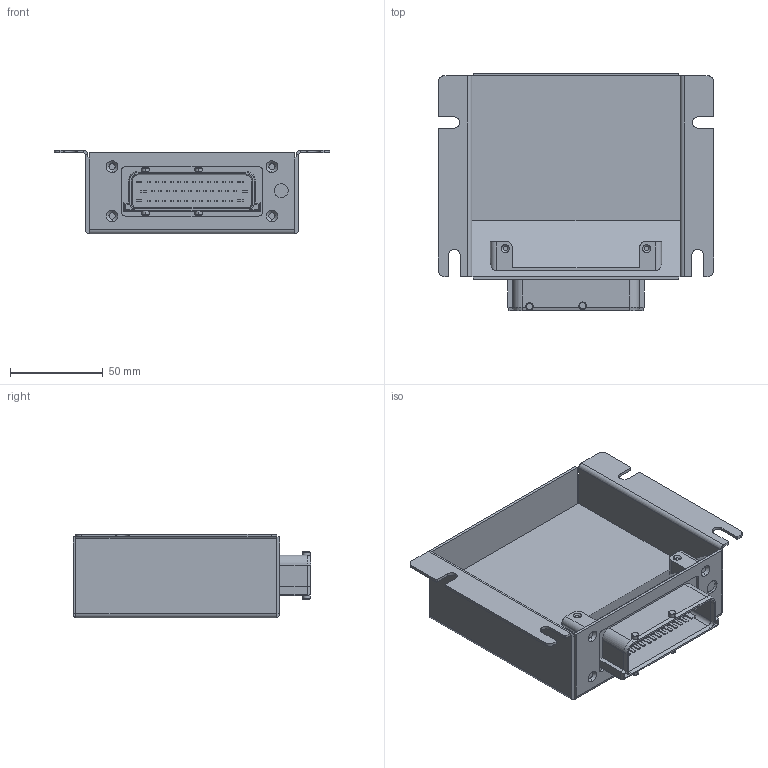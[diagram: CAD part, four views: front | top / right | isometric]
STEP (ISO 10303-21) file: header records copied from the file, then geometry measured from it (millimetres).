
FILE_DESCRIPTION (( 'STEP AP214' ), '1' );
FILE_NAME ('Baugruppe_KRONE_LMO_C_komplett.STEP', '2014-04-16T17:01:36', ( '' ), ( '' ), 'SwSTEP 2.0', 'SolidWorks 2014', '' );
FILE_SCHEMA (( 'AUTOMOTIVE_DESIGN' ));
Length unit declared in the file: millimetre
Products named in the file (1): Baugruppe_KRONE_LMO_C_komplett
Bounding box: 148 x 127.9 x 45 mm (x, y, z)
Volume: 312768.1 mm3; surface area: 69310.9 mm2
Topology: 1 solids, 1 shells, 418 faces, 1023 edges, 666 vertices
Faces by surface type: plane 327, cylinder 61, cone 30
Entity records: 17292 total; most frequent: CARTESIAN_POINT 2831, ORIENTED_EDGE 2046, DIRECTION 1924, EDGE_CURVE 1023, VECTOR 816, LINE 816, VERTEX_POINT 666, AXIS2_PLACEMENT_3D 554
